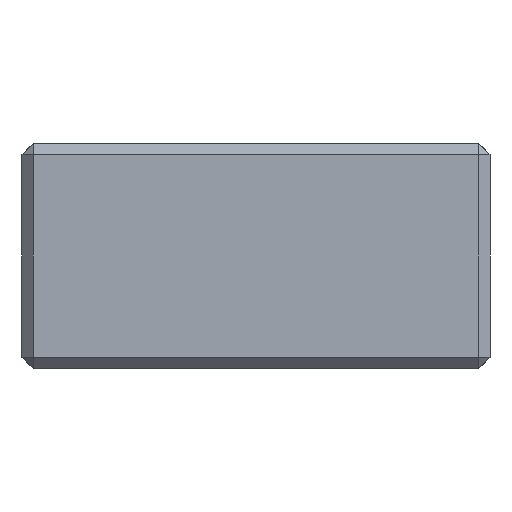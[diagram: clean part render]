
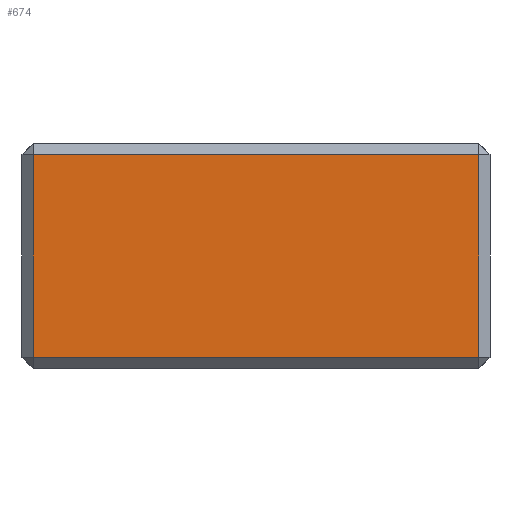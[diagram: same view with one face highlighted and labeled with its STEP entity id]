
A CAD part, front view. The second image highlights one B-rep face of the part: STEP entity #674.
In plain terms, the highlighted planar face has unit normal (0, -1, 0).
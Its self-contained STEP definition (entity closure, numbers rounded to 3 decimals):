
#635=CARTESIAN_POINT('Axis2P3D Location',(0.,-3.,0.)) ;
#640=CARTESIAN_POINT('Line Origine',(-19.75,-3.,-5.)) ;
#644=CARTESIAN_POINT('Vertex',(-19.75,-3.,4.)) ;
#646=CARTESIAN_POINT('Vertex',(-19.75,-3.,-14.)) ;
#649=CARTESIAN_POINT('Line Origine',(0.,-3.,-14.)) ;
#653=CARTESIAN_POINT('Vertex',(19.75,-3.,-14.)) ;
#656=CARTESIAN_POINT('Line Origine',(19.75,-3.,-5.)) ;
#660=CARTESIAN_POINT('Vertex',(19.75,-3.,4.)) ;
#663=CARTESIAN_POINT('Line Origine',(0.,-3.,4.)) ;
#636=DIRECTION('Axis2P3D Direction',(0.,-1.,0.)) ;
#637=DIRECTION('Axis2P3D XDirection',(1.,0.,0.)) ;
#641=DIRECTION('Vector Direction',(0.,0.,-1.)) ;
#650=DIRECTION('Vector Direction',(-1.,0.,0.)) ;
#657=DIRECTION('Vector Direction',(0.,0.,1.)) ;
#664=DIRECTION('Vector Direction',(1.,0.,0.)) ;
#638=AXIS2_PLACEMENT_3D('Plane Axis2P3D',#635,#636,#637) ;
#669=ORIENTED_EDGE('',*,*,#648,.T.) ;
#670=ORIENTED_EDGE('',*,*,#655,.T.) ;
#671=ORIENTED_EDGE('',*,*,#662,.T.) ;
#672=ORIENTED_EDGE('',*,*,#667,.T.) ;
#642=VECTOR('Line Direction',#641,1.) ;
#651=VECTOR('Line Direction',#650,1.) ;
#658=VECTOR('Line Direction',#657,1.) ;
#665=VECTOR('Line Direction',#664,1.) ;
#674=ADVANCED_FACE('PartBody',(#673),#639,.T.) ;
#648=EDGE_CURVE('',#645,#647,#643,.T.) ;
#655=EDGE_CURVE('',#647,#654,#652,.F.) ;
#662=EDGE_CURVE('',#654,#661,#659,.T.) ;
#667=EDGE_CURVE('',#661,#645,#666,.F.) ;
#668=EDGE_LOOP('',(#669,#670,#671,#672)) ;
#673=FACE_OUTER_BOUND('',#668,.T.) ;
#643=LINE('Line',#640,#642) ;
#652=LINE('Line',#649,#651) ;
#659=LINE('Line',#656,#658) ;
#666=LINE('Line',#663,#665) ;
#639=PLANE('',#638) ;
#645=VERTEX_POINT('',#644) ;
#647=VERTEX_POINT('',#646) ;
#654=VERTEX_POINT('',#653) ;
#661=VERTEX_POINT('',#660) ;
